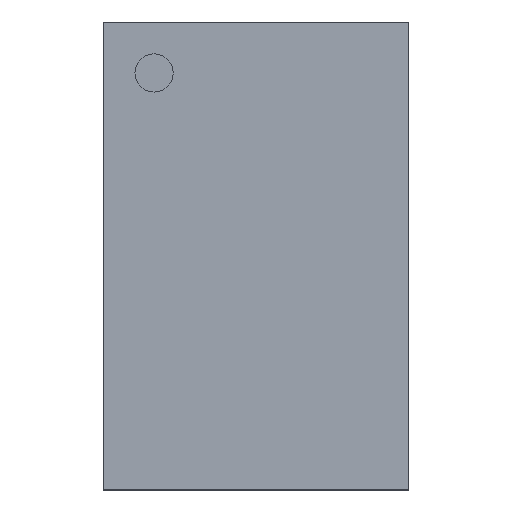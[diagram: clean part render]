
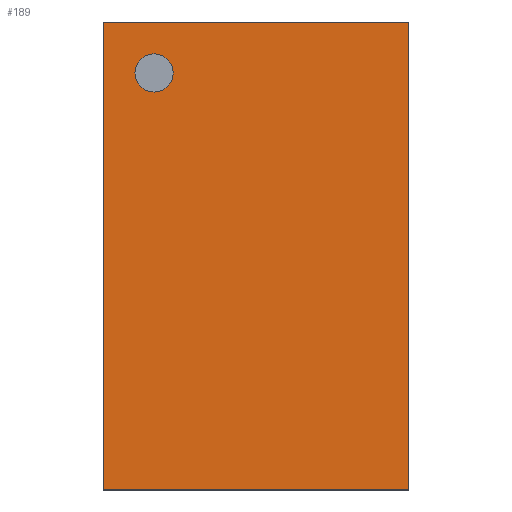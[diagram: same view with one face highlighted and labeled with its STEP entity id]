
A CAD part, top view. The second image highlights one B-rep face of the part: STEP entity #189.
In plain terms, the highlighted planar face has unit normal (0, 0, 1).
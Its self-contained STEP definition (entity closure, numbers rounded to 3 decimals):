
#125 = VERTEX_POINT('',#126);
#126 = CARTESIAN_POINT('',(0.,0.,1.2));
#141 = VERTEX_POINT('',#142);
#142 = CARTESIAN_POINT('',(0.,5.2,1.2));
#148 = EDGE_CURVE('',#125,#141,#149,.T.);
#149 = LINE('',#150,#151);
#150 = CARTESIAN_POINT('',(0.,0.,1.2));
#151 = VECTOR('',#152,1.);
#152 = DIRECTION('',(0.,1.,0.));
#171 = EDGE_CURVE('',#125,#172,#174,.T.);
#172 = VERTEX_POINT('',#173);
#173 = CARTESIAN_POINT('',(3.4,0.,1.2));
#174 = LINE('',#175,#176);
#175 = CARTESIAN_POINT('',(0.,0.,1.2));
#176 = VECTOR('',#177,1.);
#177 = DIRECTION('',(1.,0.,0.));
#189 = ADVANCED_FACE('',(#190,#208),#219,.T.);
#190 = FACE_BOUND('',#191,.T.);
#191 = EDGE_LOOP('',(#192,#193,#194,#202));
#192 = ORIENTED_EDGE('',*,*,#148,.F.);
#193 = ORIENTED_EDGE('',*,*,#171,.T.);
#194 = ORIENTED_EDGE('',*,*,#195,.T.);
#195 = EDGE_CURVE('',#172,#196,#198,.T.);
#196 = VERTEX_POINT('',#197);
#197 = CARTESIAN_POINT('',(3.4,5.2,1.2));
#198 = LINE('',#199,#200);
#199 = CARTESIAN_POINT('',(3.4,0.,1.2));
#200 = VECTOR('',#201,1.);
#201 = DIRECTION('',(0.,1.,0.));
#202 = ORIENTED_EDGE('',*,*,#203,.F.);
#203 = EDGE_CURVE('',#141,#196,#204,.T.);
#204 = LINE('',#205,#206);
#205 = CARTESIAN_POINT('',(0.,5.2,1.2));
#206 = VECTOR('',#207,1.);
#207 = DIRECTION('',(1.,0.,0.));
#208 = FACE_BOUND('',#209,.T.);
#209 = EDGE_LOOP('',(#210));
#210 = ORIENTED_EDGE('',*,*,#211,.F.);
#211 = EDGE_CURVE('',#212,#212,#214,.T.);
#212 = VERTEX_POINT('',#213);
#213 = CARTESIAN_POINT('',(0.779,4.633,1.2));
#214 = CIRCLE('',#215,0.213);
#215 = AXIS2_PLACEMENT_3D('',#216,#217,#218);
#216 = CARTESIAN_POINT('',(0.567,4.633,1.2));
#217 = DIRECTION('',(0.,0.,1.));
#218 = DIRECTION('',(1.,0.,0.));
#219 = PLANE('',#220);
#220 = AXIS2_PLACEMENT_3D('',#221,#222,#223);
#221 = CARTESIAN_POINT('',(0.,0.,1.2));
#222 = DIRECTION('',(0.,0.,1.));
#223 = DIRECTION('',(1.,0.,0.));
